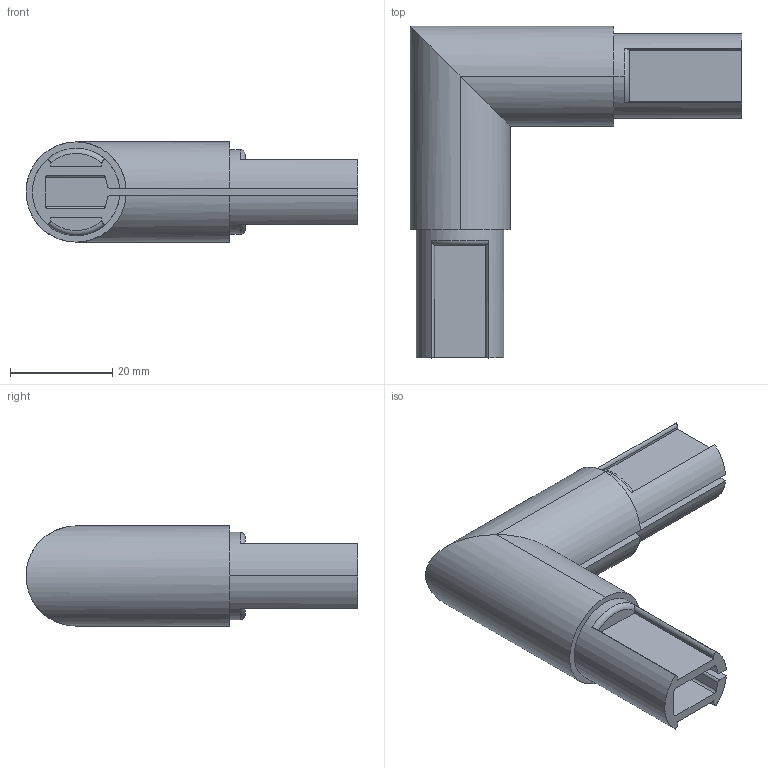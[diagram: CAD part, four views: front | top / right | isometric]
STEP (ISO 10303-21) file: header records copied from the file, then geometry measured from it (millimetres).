
FILE_DESCRIPTION (( 'STEP AP203' ), '1' );
FILE_NAME ('3D_GN6504_20 x 1.25_188735020.STEP', '2024-10-22T12:34:07', ( '' ), ( '' ), 'SwSTEP 2.0', 'SolidWorks 2023', '' );
FILE_SCHEMA (( 'CONFIG_CONTROL_DESIGN' ));
Length unit declared in the file: millimetre
Products named in the file (1): 3D_GN6504_20 x 1.25_188735020
Bounding box: 64.78 x 64.78 x 19.56 mm (x, y, z)
Volume: 17600.3 mm3; surface area: 10990.4 mm2
Topology: 1 solids, 1 shells, 69 faces, 185 edges, 118 vertices
Faces by surface type: plane 34, cylinder 31, torus 4
Entity records: 2288 total; most frequent: CARTESIAN_POINT 492, ORIENTED_EDGE 370, DIRECTION 356, EDGE_CURVE 185, AXIS2_PLACEMENT_3D 122, VERTEX_POINT 118, VECTOR 112, LINE 112
